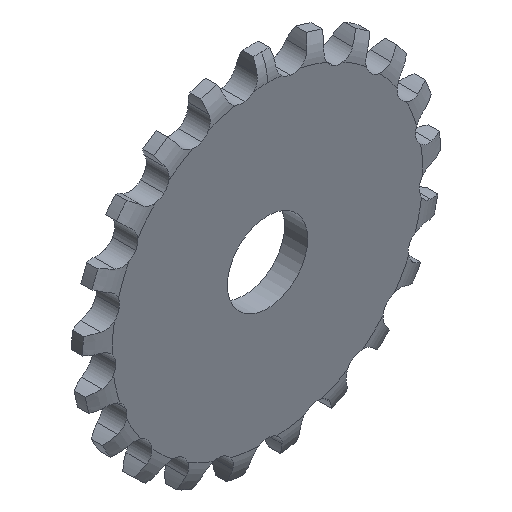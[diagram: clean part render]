
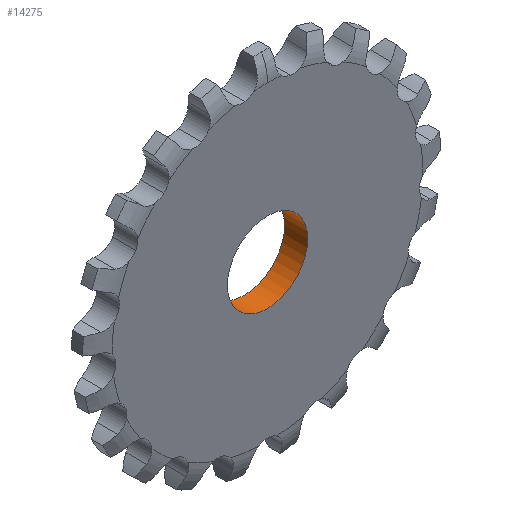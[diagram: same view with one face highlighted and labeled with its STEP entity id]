
A CAD part, isometric view. The second image highlights one B-rep face of the part: STEP entity #14275.
In plain terms, the highlighted cylindrical face has radius 4 mm (diameter 8 mm), a full revolution.
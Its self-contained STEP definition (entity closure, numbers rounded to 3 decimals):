
#227 = PLANE('',#228);
#228 = AXIS2_PLACEMENT_3D('',#229,#230,#231);
#229 = CARTESIAN_POINT('',(0.,-2.3,0.));
#230 = DIRECTION('',(0.,-1.,0.));
#231 = DIRECTION('',(0.,0.,1.));
#282 = PLANE('',#283);
#283 = AXIS2_PLACEMENT_3D('',#284,#285,#286);
#284 = CARTESIAN_POINT('',(0.,0.,
    0.));
#285 = DIRECTION('',(0.,1.,0.));
#286 = DIRECTION('',(0.,0.,-1.));
#2648 = EDGE_CURVE('',#2649,#2649,#2651,.T.);
#2649 = VERTEX_POINT('',#2650);
#2650 = CARTESIAN_POINT('',(4.,0.,0.));
#2651 = SURFACE_CURVE('',#2652,(#2657,#2668),.PCURVE_S1.);
#2652 = CIRCLE('',#2653,4.);
#2653 = AXIS2_PLACEMENT_3D('',#2654,#2655,#2656);
#2654 = CARTESIAN_POINT('',(0.,0.,0.));
#2655 = DIRECTION('',(0.,-1.,0.));
#2656 = DIRECTION('',(1.,0.,0.));
#2657 = PCURVE('',#282,#2658);
#2658 = DEFINITIONAL_REPRESENTATION('',(#2659),#2667);
#2659 = ( BOUNDED_CURVE() B_SPLINE_CURVE(2,(#2660,#2661,#2662,#2663,
#2664,#2665,#2666),.UNSPECIFIED.,.T.,.F.) B_SPLINE_CURVE_WITH_KNOTS((1,2
    ,2,2,2,1),(-2.094,0.,2.094,4.189,
6.283,8.378),.UNSPECIFIED.) CURVE() 
GEOMETRIC_REPRESENTATION_ITEM() RATIONAL_B_SPLINE_CURVE((1.,0.5,1.,0.5,
1.,0.5,1.)) REPRESENTATION_ITEM('') );
#2660 = CARTESIAN_POINT('',(0.,-4.));
#2661 = CARTESIAN_POINT('',(-6.928,-4.));
#2662 = CARTESIAN_POINT('',(-3.464,2.));
#2663 = CARTESIAN_POINT('',(0.,8.));
#2664 = CARTESIAN_POINT('',(3.464,2.));
#2665 = CARTESIAN_POINT('',(6.928,-4.));
#2666 = CARTESIAN_POINT('',(0.,-4.));
#2667 = ( GEOMETRIC_REPRESENTATION_CONTEXT(2) 
PARAMETRIC_REPRESENTATION_CONTEXT() REPRESENTATION_CONTEXT('2D SPACE',''
  ) );
#2668 = PCURVE('',#2669,#2674);
#2669 = CYLINDRICAL_SURFACE('',#2670,4.);
#2670 = AXIS2_PLACEMENT_3D('',#2671,#2672,#2673);
#2671 = CARTESIAN_POINT('',(0.,0.,0.));
#2672 = DIRECTION('',(0.,1.,0.));
#2673 = DIRECTION('',(1.,0.,0.));
#2674 = DEFINITIONAL_REPRESENTATION('',(#2675),#2679);
#2675 = LINE('',#2676,#2677);
#2676 = CARTESIAN_POINT('',(-0.,0.));
#2677 = VECTOR('',#2678,1.);
#2678 = DIRECTION('',(-1.,0.));
#2679 = ( GEOMETRIC_REPRESENTATION_CONTEXT(2) 
PARAMETRIC_REPRESENTATION_CONTEXT() REPRESENTATION_CONTEXT('2D SPACE',''
  ) );
#4554 = EDGE_CURVE('',#4555,#4555,#4557,.T.);
#4555 = VERTEX_POINT('',#4556);
#4556 = CARTESIAN_POINT('',(4.,-2.3,0.));
#4557 = SURFACE_CURVE('',#4558,(#4563,#4574),.PCURVE_S1.);
#4558 = CIRCLE('',#4559,4.);
#4559 = AXIS2_PLACEMENT_3D('',#4560,#4561,#4562);
#4560 = CARTESIAN_POINT('',(0.,-2.3,0.));
#4561 = DIRECTION('',(-0.,1.,0.));
#4562 = DIRECTION('',(1.,0.,0.));
#4563 = PCURVE('',#227,#4564);
#4564 = DEFINITIONAL_REPRESENTATION('',(#4565),#4573);
#4565 = ( BOUNDED_CURVE() B_SPLINE_CURVE(2,(#4566,#4567,#4568,#4569,
#4570,#4571,#4572),.UNSPECIFIED.,.T.,.F.) B_SPLINE_CURVE_WITH_KNOTS((1,2
    ,2,2,2,1),(-2.094,0.,2.094,4.189,
6.283,8.378),.UNSPECIFIED.) CURVE() 
GEOMETRIC_REPRESENTATION_ITEM() RATIONAL_B_SPLINE_CURVE((1.,0.5,1.,0.5,
1.,0.5,1.)) REPRESENTATION_ITEM('') );
#4566 = CARTESIAN_POINT('',(0.,-4.));
#4567 = CARTESIAN_POINT('',(-6.928,-4.));
#4568 = CARTESIAN_POINT('',(-3.464,2.));
#4569 = CARTESIAN_POINT('',(0.,8.));
#4570 = CARTESIAN_POINT('',(3.464,2.));
#4571 = CARTESIAN_POINT('',(6.928,-4.));
#4572 = CARTESIAN_POINT('',(0.,-4.));
#4573 = ( GEOMETRIC_REPRESENTATION_CONTEXT(2) 
PARAMETRIC_REPRESENTATION_CONTEXT() REPRESENTATION_CONTEXT('2D SPACE',''
  ) );
#4574 = PCURVE('',#2669,#4575);
#4575 = DEFINITIONAL_REPRESENTATION('',(#4576),#4580);
#4576 = LINE('',#4577,#4578);
#4577 = CARTESIAN_POINT('',(-6.283,-2.3));
#4578 = VECTOR('',#4579,1.);
#4579 = DIRECTION('',(1.,-0.));
#4580 = ( GEOMETRIC_REPRESENTATION_CONTEXT(2) 
PARAMETRIC_REPRESENTATION_CONTEXT() REPRESENTATION_CONTEXT('2D SPACE',''
  ) );
#14275 = ADVANCED_FACE('',(#14276),#2669,.F.);
#14276 = FACE_BOUND('',#14277,.T.);
#14277 = EDGE_LOOP('',(#14278,#14279,#14300,#14301));
#14278 = ORIENTED_EDGE('',*,*,#2648,.F.);
#14279 = ORIENTED_EDGE('',*,*,#14280,.T.);
#14280 = EDGE_CURVE('',#2649,#4555,#14281,.T.);
#14281 = SEAM_CURVE('',#14282,(#14286,#14293),.PCURVE_S1.);
#14282 = LINE('',#14283,#14284);
#14283 = CARTESIAN_POINT('',(4.,0.,0.));
#14284 = VECTOR('',#14285,1.);
#14285 = DIRECTION('',(0.,-1.,0.));
#14286 = PCURVE('',#2669,#14287);
#14287 = DEFINITIONAL_REPRESENTATION('',(#14288),#14292);
#14288 = LINE('',#14289,#14290);
#14289 = CARTESIAN_POINT('',(-6.283,0.));
#14290 = VECTOR('',#14291,1.);
#14291 = DIRECTION('',(-0.,-1.));
#14292 = ( GEOMETRIC_REPRESENTATION_CONTEXT(2) 
PARAMETRIC_REPRESENTATION_CONTEXT() REPRESENTATION_CONTEXT('2D SPACE',''
  ) );
#14293 = PCURVE('',#2669,#14294);
#14294 = DEFINITIONAL_REPRESENTATION('',(#14295),#14299);
#14295 = LINE('',#14296,#14297);
#14296 = CARTESIAN_POINT('',(-0.,0.));
#14297 = VECTOR('',#14298,1.);
#14298 = DIRECTION('',(-0.,-1.));
#14299 = ( GEOMETRIC_REPRESENTATION_CONTEXT(2) 
PARAMETRIC_REPRESENTATION_CONTEXT() REPRESENTATION_CONTEXT('2D SPACE',''
  ) );
#14300 = ORIENTED_EDGE('',*,*,#4554,.F.);
#14301 = ORIENTED_EDGE('',*,*,#14280,.F.);
